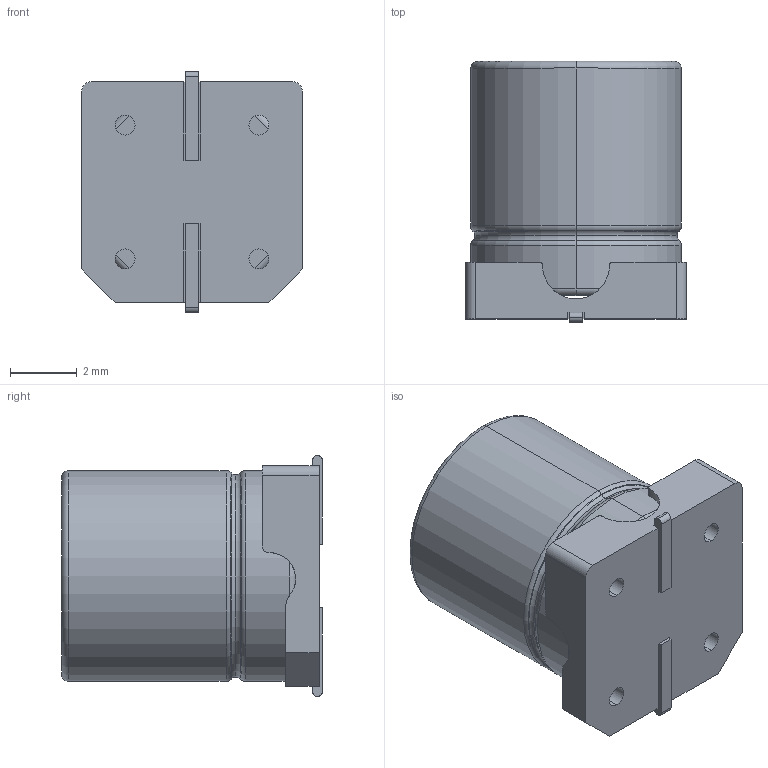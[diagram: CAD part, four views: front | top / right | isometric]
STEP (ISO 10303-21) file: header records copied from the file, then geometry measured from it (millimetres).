
FILE_DESCRIPTION (( 'STEP AP203' ), '1' );
FILE_NAME ('HXA_F80.STEP', '2015-05-28T10:43:49', ( 'admin' ), ( '' ), 'SwSTEP 2.0', 'SolidWorks 2015', '' );
FILE_SCHEMA (( 'CONFIG_CONTROL_DESIGN' ));
Length unit declared in the file: millimetre
Products named in the file (1): HXA_F80
Bounding box: 6.6 x 7.8 x 7.2 mm (x, y, z)
Volume: 246.6 mm3; surface area: 335 mm2
Topology: 2 solids, 2 shells, 87 faces, 223 edges, 140 vertices
Faces by surface type: plane 37, cylinder 34, torus 12, cone 4
Entity records: 2790 total; most frequent: CARTESIAN_POINT 549, DIRECTION 467, ORIENTED_EDGE 446, EDGE_CURVE 223, AXIS2_PLACEMENT_3D 172, VERTEX_POINT 140, VECTOR 123, LINE 123
